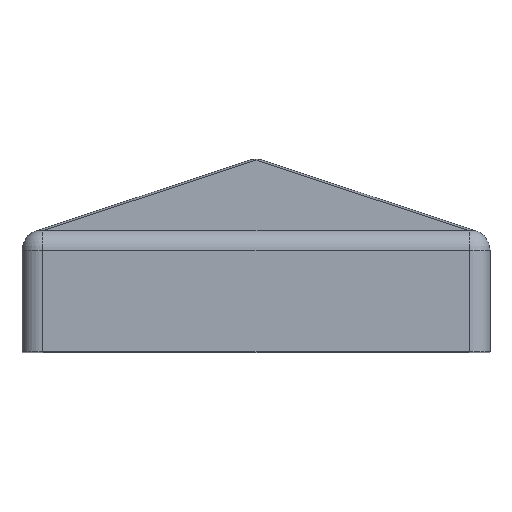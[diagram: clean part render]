
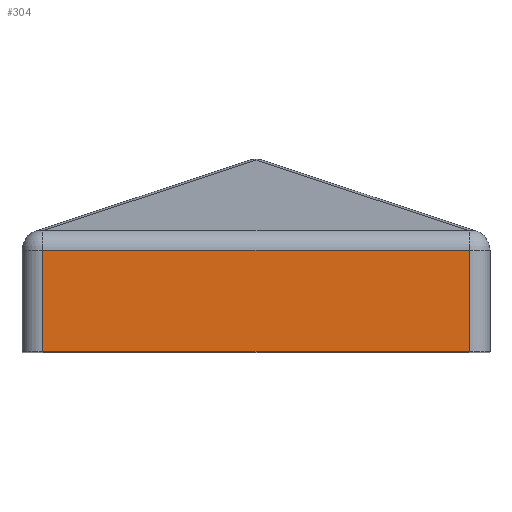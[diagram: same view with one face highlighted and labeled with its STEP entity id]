
A CAD part, top view. The second image highlights one B-rep face of the part: STEP entity #304.
In plain terms, the highlighted planar face has unit normal (0, 0, 1).
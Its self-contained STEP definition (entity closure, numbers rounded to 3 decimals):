
#304 = ADVANCED_FACE ( 'NONE', ( #7973 ), #10078, .F. ) ;
#1331 = DIRECTION ( 'NONE',  ( -1., 0., 0. ) ) ;
#1390 = CARTESIAN_POINT ( 'NONE',  ( 15.5, 7.35, 27. ) ) ;
#1413 = DIRECTION ( 'NONE',  ( 0., 0., -1. ) ) ;
#1460 = CARTESIAN_POINT ( 'NONE',  ( 15.5, 0., 27. ) ) ;
#1512 = CARTESIAN_POINT ( 'NONE',  ( -17., 30., 27. ) ) ;
#1599 = EDGE_CURVE ( 'NONE', #8879, #7800, #13261, .T. ) ;
#1921 = CARTESIAN_POINT ( 'NONE',  ( -15.5, 7.35, 27. ) ) ;
#2246 = VECTOR ( 'NONE', #12288, 1000. ) ;
#2330 = LINE ( 'NONE', #4967, #7645 ) ;
#2402 = LINE ( 'NONE', #6590, #2246 ) ;
#3801 = VECTOR ( 'NONE', #11175, 1000. ) ;
#4117 = VERTEX_POINT ( 'NONE', #11906 ) ;
#4190 = ORIENTED_EDGE ( 'NONE', *, *, #1599, .T. ) ;
#4406 = ORIENTED_EDGE ( 'NONE', *, *, #11773, .T. ) ;
#4967 = CARTESIAN_POINT ( 'NONE',  ( -17., 0., 27. ) ) ;
#5060 = VECTOR ( 'NONE', #10064, 1000. ) ;
#5196 = LINE ( 'NONE', #10703, #3801 ) ;
#5271 = EDGE_CURVE ( 'NONE', #10624, #4117, #2402, .T. ) ;
#6185 = ORIENTED_EDGE ( 'NONE', *, *, #13369, .F. ) ;
#6590 = CARTESIAN_POINT ( 'NONE',  ( -15.5, 30., 27. ) ) ;
#6610 = CARTESIAN_POINT ( 'NONE',  ( 15.5, 30., 27. ) ) ;
#7645 = VECTOR ( 'NONE', #10445, 1000. ) ;
#7800 = VERTEX_POINT ( 'NONE', #1390 ) ;
#7973 = FACE_OUTER_BOUND ( 'NONE', #9739, .T. ) ;
#8879 = VERTEX_POINT ( 'NONE', #1460 ) ;
#9739 = EDGE_LOOP ( 'NONE', ( #4406, #4190, #6185, #9814 ) ) ;
#9814 = ORIENTED_EDGE ( 'NONE', *, *, #5271, .T. ) ;
#10064 = DIRECTION ( 'NONE',  ( 0., 1., 0. ) ) ;
#10078 = PLANE ( 'NONE',  #13145 ) ;
#10445 = DIRECTION ( 'NONE',  ( 1., 0., 0. ) ) ;
#10624 = VERTEX_POINT ( 'NONE', #1921 ) ;
#10703 = CARTESIAN_POINT ( 'NONE',  ( -17., 7.35, 27. ) ) ;
#11175 = DIRECTION ( 'NONE',  ( 1., 0., 0. ) ) ;
#11773 = EDGE_CURVE ( 'NONE', #4117, #8879, #2330, .T. ) ;
#11906 = CARTESIAN_POINT ( 'NONE',  ( -15.5, 0., 27. ) ) ;
#12288 = DIRECTION ( 'NONE',  ( 0., -1., 0. ) ) ;
#13145 = AXIS2_PLACEMENT_3D ( 'NONE', #1512, #1413, #1331 ) ;
#13261 = LINE ( 'NONE', #6610, #5060 ) ;
#13369 = EDGE_CURVE ( 'NONE', #10624, #7800, #5196, .T. ) ;
